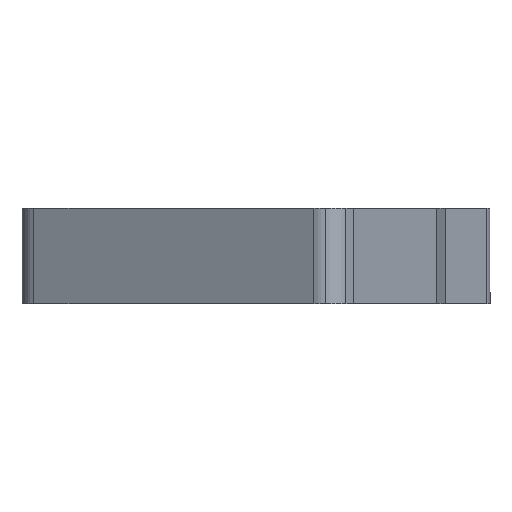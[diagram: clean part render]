
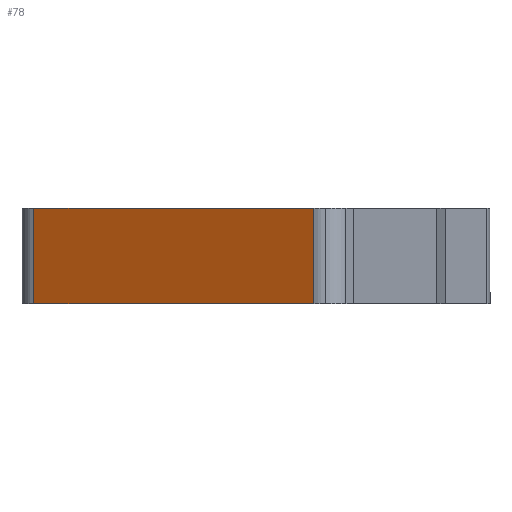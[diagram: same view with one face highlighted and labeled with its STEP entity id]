
A CAD part, left-side view. The second image highlights one B-rep face of the part: STEP entity #78.
In plain terms, the highlighted planar face has unit normal (-0.866, 0.5, 0).
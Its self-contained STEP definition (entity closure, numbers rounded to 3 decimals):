
#66 = VERTEX_POINT ( 'NONE', #574 ) ;
#68 = EDGE_CURVE ( 'NONE', #95, #66, #584, .T. ) ;
#69 = ORIENTED_EDGE ( 'NONE', *, *, #178, .F. ) ;
#73 = EDGE_LOOP ( 'NONE', ( #300, #180, #69, #293 ) ) ;
#78 = ADVANCED_FACE ( 'NONE', ( #596 ), #601, .F. ) ;
#95 = VERTEX_POINT ( 'NONE', #655 ) ;
#97 = EDGE_CURVE ( 'NONE', #104, #95, #664, .T. ) ;
#104 = VERTEX_POINT ( 'NONE', #682 ) ;
#178 = EDGE_CURVE ( 'NONE', #246, #66, #932, .T. ) ;
#180 = ORIENTED_EDGE ( 'NONE', *, *, #68, .T. ) ;
#181 = EDGE_CURVE ( 'NONE', #104, #246, #859, .T. ) ;
#246 = VERTEX_POINT ( 'NONE', #962 ) ;
#293 = ORIENTED_EDGE ( 'NONE', *, *, #181, .F. ) ;
#300 = ORIENTED_EDGE ( 'NONE', *, *, #97, .T. ) ;
#560 = DIRECTION ( 'NONE',  ( 0.5, 0.866, 0. ) ) ;
#561 = DIRECTION ( 'NONE',  ( 0.866, -0.5, 0. ) ) ;
#562 = CARTESIAN_POINT ( 'NONE',  ( -27.597, -10.009, 7.8 ) ) ;
#574 = CARTESIAN_POINT ( 'NONE',  ( -40.075, -31.621, 0.409 ) ) ;
#581 = DIRECTION ( 'NONE',  ( -0.5, -0.866, 0. ) ) ;
#582 = VECTOR ( 'NONE', #581, 1000. ) ;
#583 = CARTESIAN_POINT ( 'NONE',  ( -27.597, -10.009, 0.409 ) ) ;
#584 = LINE ( 'NONE', #583, #582 ) ;
#593 = AXIS2_PLACEMENT_3D ( 'NONE', #562, #561, #560 ) ;
#596 = FACE_OUTER_BOUND ( 'NONE', #73, .T. ) ;
#601 = PLANE ( 'NONE',  #593 ) ;
#655 = CARTESIAN_POINT ( 'NONE',  ( -27.597, -10.009, 0.409 ) ) ;
#661 = DIRECTION ( 'NONE',  ( 0., 0., -1. ) ) ;
#662 = VECTOR ( 'NONE', #661, 1000. ) ;
#663 = CARTESIAN_POINT ( 'NONE',  ( -27.597, -10.009, 7.8 ) ) ;
#664 = LINE ( 'NONE', #663, #662 ) ;
#682 = CARTESIAN_POINT ( 'NONE',  ( -27.597, -10.009, 7.8 ) ) ;
#859 = LINE ( 'NONE', #909, #916 ) ;
#909 = CARTESIAN_POINT ( 'NONE',  ( -27.597, -10.009, 7.8 ) ) ;
#910 = DIRECTION ( 'NONE',  ( 0., 0., -1. ) ) ;
#915 = DIRECTION ( 'NONE',  ( -0.5, -0.866, 0. ) ) ;
#916 = VECTOR ( 'NONE', #915, 1000. ) ;
#930 = VECTOR ( 'NONE', #910, 1000. ) ;
#931 = CARTESIAN_POINT ( 'NONE',  ( -40.075, -31.621, 7.8 ) ) ;
#932 = LINE ( 'NONE', #931, #930 ) ;
#962 = CARTESIAN_POINT ( 'NONE',  ( -40.075, -31.621, 7.8 ) ) ;
